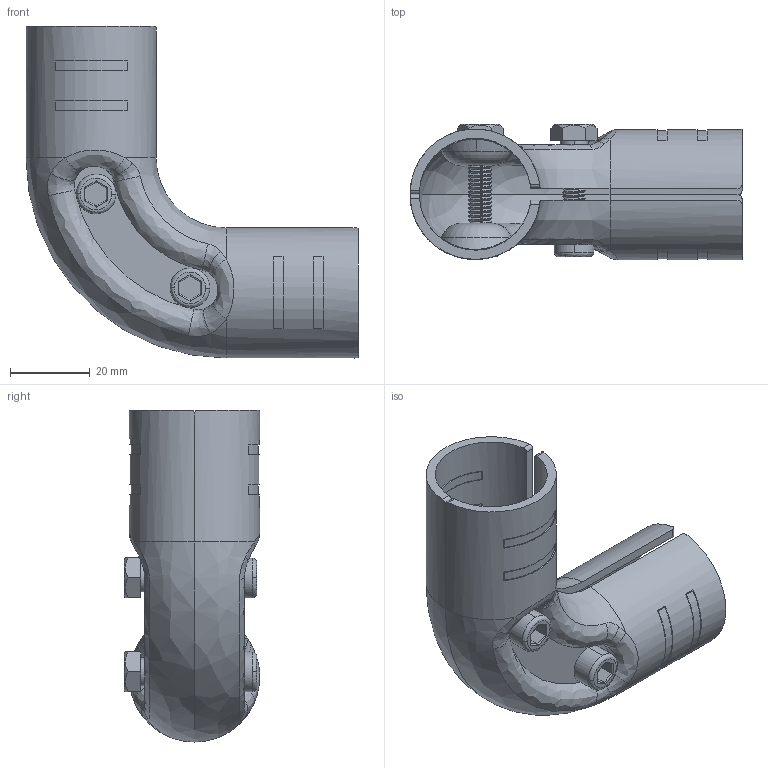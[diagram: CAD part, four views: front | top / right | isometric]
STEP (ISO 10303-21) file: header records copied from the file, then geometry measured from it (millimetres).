
FILE_DESCRIPTION (( 'STEP AP214' ), '1' );
FILE_NAME ('Ñîåäèíèòåëü.STEP', '2025-11-05T13:40:10', ( '' ), ( '' ), 'SwSTEP 2.0', 'SolidWorks 2021', '' );
FILE_SCHEMA (( 'AUTOMOTIVE_DESIGN' ));
Length unit declared in the file: millimetre
Products named in the file (5): 鎔艜; Ãàéêà; 扻豵鵨 1; 扻豵鵨 2; Ñîåäèíèòåëü
Assembly tree (6 placements, depth 2):
  Ñîåäèíèòåëü
    鎔艜  x2
    Ãàéêà  x2
    扻豵鵨 1
    扻豵鵨 2
Bounding box: 83 x 33.85 x 83 mm (x, y, z)
Volume: 29444.9 mm3; surface area: 27406.8 mm2
Topology: 6 solids, 6 shells, 390 faces, 1028 edges, 668 vertices
Faces by surface type: cylinder 164, plane 120, bspline 68, cone 30, torus 8
Entity records: 20574 total; most frequent: CARTESIAN_POINT 10796, ORIENTED_EDGE 1490, DIRECTION 1161, EDGE_CURVE 745, VERTEX_POINT 484, AXIS2_PLACEMENT_3D 436, EDGE_LOOP 309, UNCERTAINTY_MEASURE_WITH_UNIT 297
